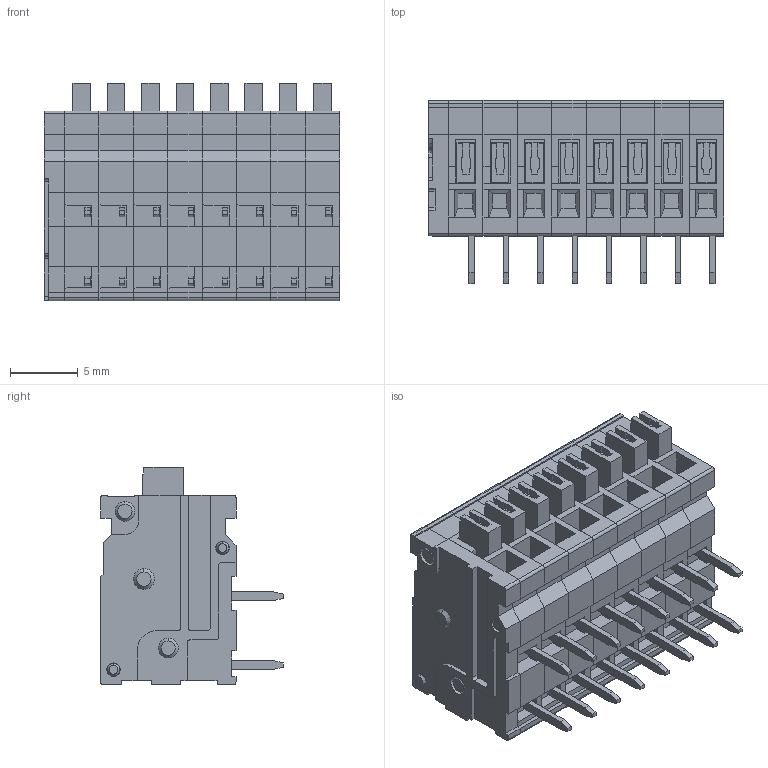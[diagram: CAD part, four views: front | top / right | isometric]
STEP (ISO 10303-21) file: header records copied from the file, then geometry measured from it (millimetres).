
FILE_DESCRIPTION (( 'STEP AP214' ), '1' );
FILE_NAME ('CUI_DEVICES_TBL009-254-08GY-2GY.step', '2019-11-27T22:09:43', ( '' ), ( '' ), 'SwSTEP 2.0', 'SolidWorks 2019', '' );
FILE_SCHEMA (( 'AUTOMOTIVE_DESIGN' ));
Length unit declared in the file: millimetre
Products named in the file (4): TBL009-254 - END CAP_Gray; TBL009-254 - BODY_Gray; CUI_DEVICES_TBL009-254-08GY-2GY; TBL009-254 - PUSH BUTTON_Gray
Assembly tree (17 placements, depth 2):
  CUI_DEVICES_TBL009-254-08GY-2GY
    TBL009-254 - END CAP_Gray
    TBL009-254 - BODY_Gray  x8
    TBL009-254 - PUSH BUTTON_Gray  x8
Bounding box: 21.82 x 13.5 x 16.05 mm (x, y, z)
Volume: 2661.1 mm3; surface area: 4781.1 mm2
Topology: 17 solids, 17 shells, 1459 faces, 3847 edges, 2483 vertices
Faces by surface type: plane 1017, cylinder 272, cone 90, torus 80
Entity records: 11270 total; most frequent: CARTESIAN_POINT 1571, ORIENTED_EDGE 1394, DIRECTION 1360, EDGE_CURVE 697, VECTOR 524, LINE 524, VERTEX_POINT 453, AXIS2_PLACEMENT_3D 418
